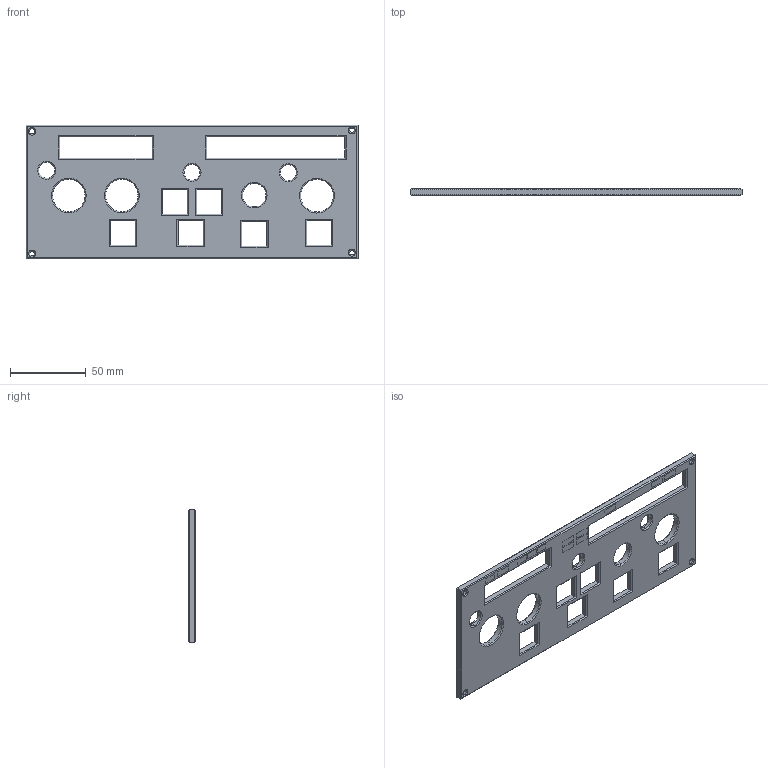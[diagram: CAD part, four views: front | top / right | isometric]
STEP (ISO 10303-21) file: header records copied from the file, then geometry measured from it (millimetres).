
FILE_DESCRIPTION (( 'STEP AP214' ), '1' );
FILE_NAME ('醱啣.STEP', '2024-07-13T01:39:56', ( '' ), ( '' ), 'SwSTEP 2.0', 'SolidWorks 2023', '' );
FILE_SCHEMA (( 'AUTOMOTIVE_DESIGN' ));
Length unit declared in the file: millimetre
Products named in the file (1): 面板
Bounding box: 219 x 5 x 88 mm (x, y, z)
Volume: 65800.1 mm3; surface area: 37332.2 mm2
Topology: 1 solids, 1 shells, 335 faces, 823 edges, 512 vertices
Faces by surface type: plane 242, cone 53, cylinder 40
Entity records: 9790 total; most frequent: CARTESIAN_POINT 1750, ORIENTED_EDGE 1646, DIRECTION 1609, EDGE_CURVE 823, LINE 671, VECTOR 671, VERTEX_POINT 512, AXIS2_PLACEMENT_3D 469
